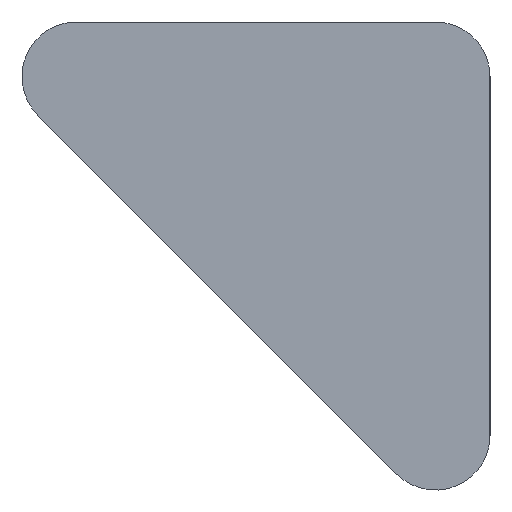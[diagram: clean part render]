
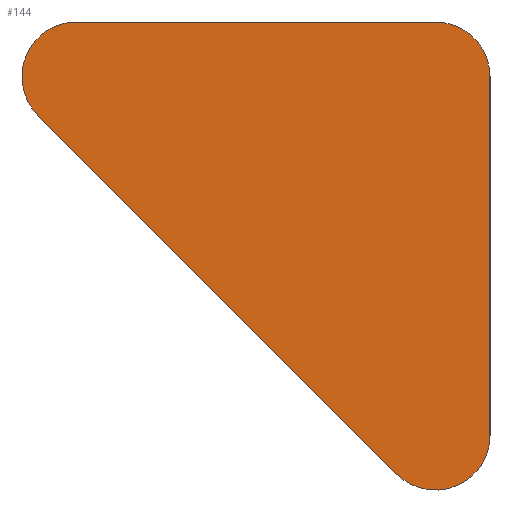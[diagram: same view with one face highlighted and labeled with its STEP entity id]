
A CAD part, left-side view. The second image highlights one B-rep face of the part: STEP entity #144.
In plain terms, the highlighted planar face has unit normal (-1, 0, 0).
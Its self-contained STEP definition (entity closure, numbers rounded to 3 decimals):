
#14=PLANE('',#174);
#20=FACE_OUTER_BOUND('',#28,.T.);
#28=EDGE_LOOP('',(#99,#100,#101,#102,#103,#104));
#37=LINE('',#239,#49);
#38=LINE('',#243,#50);
#39=LINE('',#246,#51);
#49=VECTOR('',#197,10.);
#50=VECTOR('',#200,10.);
#51=VECTOR('',#203,10.);
#60=CIRCLE('',#173,1.);
#61=CIRCLE('',#175,1.);
#62=CIRCLE('',#176,1.);
#67=VERTEX_POINT('',#232);
#68=VERTEX_POINT('',#234);
#69=VERTEX_POINT('',#238);
#70=VERTEX_POINT('',#240);
#71=VERTEX_POINT('',#242);
#72=VERTEX_POINT('',#244);
#79=EDGE_CURVE('',#67,#68,#60,.T.);
#81=EDGE_CURVE('',#69,#67,#37,.T.);
#82=EDGE_CURVE('',#70,#69,#61,.T.);
#83=EDGE_CURVE('',#71,#70,#38,.T.);
#84=EDGE_CURVE('',#72,#71,#62,.T.);
#85=EDGE_CURVE('',#68,#72,#39,.T.);
#99=ORIENTED_EDGE('',*,*,#79,.F.);
#100=ORIENTED_EDGE('',*,*,#81,.F.);
#101=ORIENTED_EDGE('',*,*,#82,.F.);
#102=ORIENTED_EDGE('',*,*,#83,.F.);
#103=ORIENTED_EDGE('',*,*,#84,.F.);
#104=ORIENTED_EDGE('',*,*,#85,.F.);
#144=ADVANCED_FACE('',(#20),#14,.F.);
#173=AXIS2_PLACEMENT_3D('',#235,#192,#193);
#174=AXIS2_PLACEMENT_3D('',#237,#195,#196);
#175=AXIS2_PLACEMENT_3D('',#241,#198,#199);
#176=AXIS2_PLACEMENT_3D('',#245,#201,#202);
#192=DIRECTION('center_axis',(1.,0.,0.));
#193=DIRECTION('ref_axis',(0.,-0.383,-0.924));
#195=DIRECTION('center_axis',(1.,0.,0.));
#196=DIRECTION('ref_axis',(0.,0.,-1.));
#197=DIRECTION('',(0.,0.,-1.));
#198=DIRECTION('center_axis',(1.,0.,0.));
#199=DIRECTION('ref_axis',(0.,-0.707,0.707));
#200=DIRECTION('',(0.,-1.,0.));
#201=DIRECTION('center_axis',(1.,0.,0.));
#202=DIRECTION('ref_axis',(0.,0.924,0.383));
#203=DIRECTION('',(0.,0.707,0.707));
#232=CARTESIAN_POINT('',(0.,0.,-7.586));
#234=CARTESIAN_POINT('',(0.,1.707,-8.293));
#235=CARTESIAN_POINT('Origin',(0.,1.,-7.586));
#237=CARTESIAN_POINT('Origin',(0.,5.,-5.));
#238=CARTESIAN_POINT('',(0.,0.,-1.));
#239=CARTESIAN_POINT('',(0.,0.,0.));
#240=CARTESIAN_POINT('',(0.,1.,0.));
#241=CARTESIAN_POINT('Origin',(0.,1.,-1.));
#242=CARTESIAN_POINT('',(0.,7.586,0.));
#243=CARTESIAN_POINT('',(0.,10.,0.));
#244=CARTESIAN_POINT('',(0.,8.293,-1.707));
#245=CARTESIAN_POINT('Origin',(0.,7.586,-1.));
#246=CARTESIAN_POINT('',(0.,0.,-10.));
